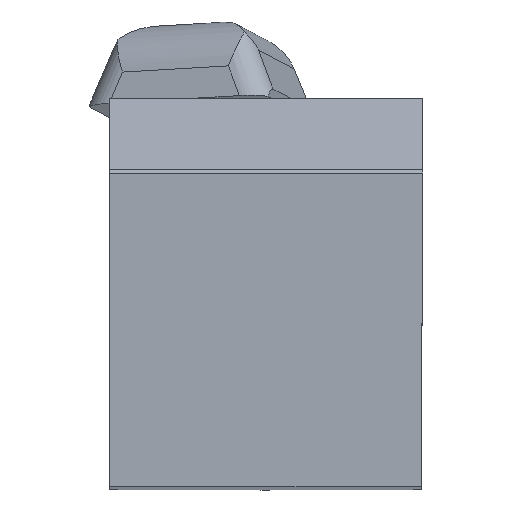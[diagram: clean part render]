
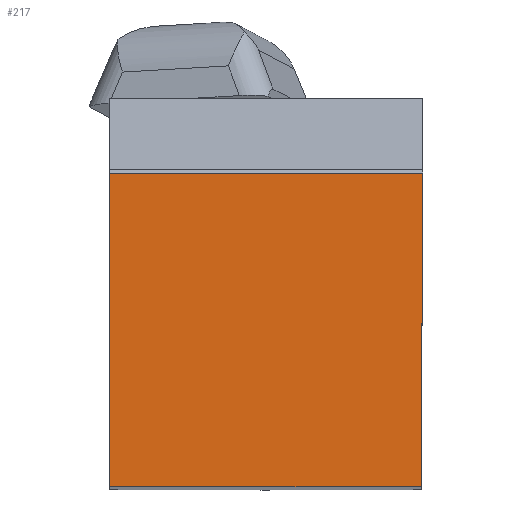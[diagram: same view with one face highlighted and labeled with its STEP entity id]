
A CAD part, top view. The second image highlights one B-rep face of the part: STEP entity #217.
In plain terms, the highlighted planar face has unit normal (0, 0, 1).
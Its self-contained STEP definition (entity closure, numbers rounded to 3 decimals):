
#148=FACE_OUTER_BOUND('',#646,.T.);
#217=ADVANCED_FACE('BLANK_BOXF006',(#148),#280,.F.);
#280=PLANE('',#1537);
#353=LINE('',#2161,#500);
#389=LINE('',#2249,#536);
#390=LINE('',#2251,#537);
#391=LINE('',#2253,#538);
#500=VECTOR('',#1705,1.);
#536=VECTOR('',#1779,1.);
#537=VECTOR('',#1780,1.);
#538=VECTOR('',#1781,1.);
#646=EDGE_LOOP('',(#830,#831,#832,#833));
#830=ORIENTED_EDGE('',*,*,#1255,.F.);
#831=ORIENTED_EDGE('',*,*,#1300,.F.);
#832=ORIENTED_EDGE('',*,*,#1301,.F.);
#833=ORIENTED_EDGE('',*,*,#1302,.F.);
#1118=VERTEX_POINT('',#2160);
#1119=VERTEX_POINT('',#2162);
#1152=VERTEX_POINT('',#2250);
#1153=VERTEX_POINT('',#2252);
#1255=EDGE_CURVE('',#1118,#1119,#353,.T.);
#1300=EDGE_CURVE('',#1152,#1118,#389,.T.);
#1301=EDGE_CURVE('',#1153,#1152,#390,.T.);
#1302=EDGE_CURVE('',#1119,#1153,#391,.T.);
#1537=AXIS2_PLACEMENT_3D('',#2254,#1782,#1783);
#1705=DIRECTION('',(0.,1.,0.));
#1779=DIRECTION('',(-1.,0.,0.));
#1780=DIRECTION('',(-0.004,-1.,0.));
#1781=DIRECTION('',(1.,0.,0.));
#1782=DIRECTION('',(0.,0.,-1.));
#1783=DIRECTION('',(-1.,0.,0.));
#2160=CARTESIAN_POINT('',(-24.875,0.,0.));
#2161=CARTESIAN_POINT('',(-24.875,-166.35,0.));
#2162=CARTESIAN_POINT('',(-24.875,24.875,0.));
#2249=CARTESIAN_POINT('',(166.35,0.,0.));
#2250=CARTESIAN_POINT('',(-0.109,0.,0.));
#2251=CARTESIAN_POINT('',(0.617,166.348,0.));
#2252=CARTESIAN_POINT('',(0.,24.875,0.));
#2253=CARTESIAN_POINT('',(-166.35,24.875,0.));
#2254=CARTESIAN_POINT('',(-29.875,-5.,0.));
